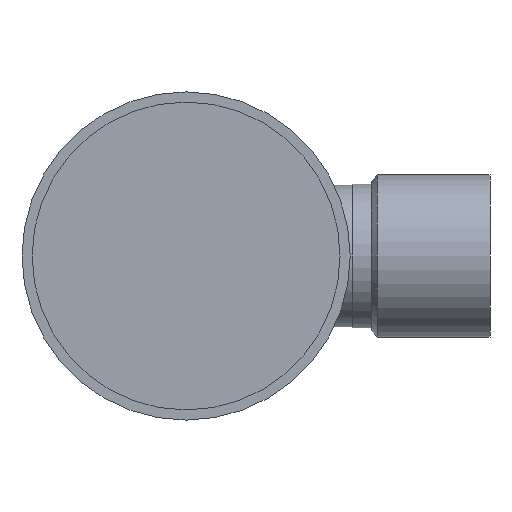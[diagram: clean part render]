
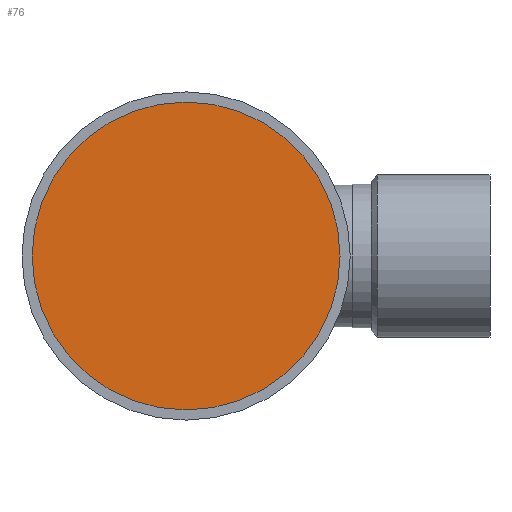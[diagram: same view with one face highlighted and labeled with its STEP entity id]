
A CAD part, front view. The second image highlights one B-rep face of the part: STEP entity #76.
In plain terms, the highlighted planar face has unit normal (0, -1, 0).
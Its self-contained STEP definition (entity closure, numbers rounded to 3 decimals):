
#76 = ADVANCED_FACE( '', ( #164 ), #165, .F. );
#164 = FACE_OUTER_BOUND( '', #249, .T. );
#165 = PLANE( '', #250 );
#249 = EDGE_LOOP( '', ( #360 ) );
#250 = AXIS2_PLACEMENT_3D( '', #361, #362, #363 );
#360 = ORIENTED_EDGE( '', *, *, #405, .F. );
#361 = CARTESIAN_POINT( '', ( 0., -59.2, 0. ) );
#362 = DIRECTION( '', ( 0., 1., 0. ) );
#363 = DIRECTION( '', ( 0., 0., 1. ) );
#405 = EDGE_CURVE( '', #457, #457, #458, .T. );
#457 = VERTEX_POINT( '', #619 );
#458 = CIRCLE( '', #620, 38. );
#619 = CARTESIAN_POINT( '', ( 38., -59.2, 0. ) );
#620 = AXIS2_PLACEMENT_3D( '', #677, #678, #679 );
#677 = CARTESIAN_POINT( '', ( 0., -59.2, 0. ) );
#678 = DIRECTION( '', ( 0., 1., 0. ) );
#679 = DIRECTION( '', ( 1., 0., 0. ) );
